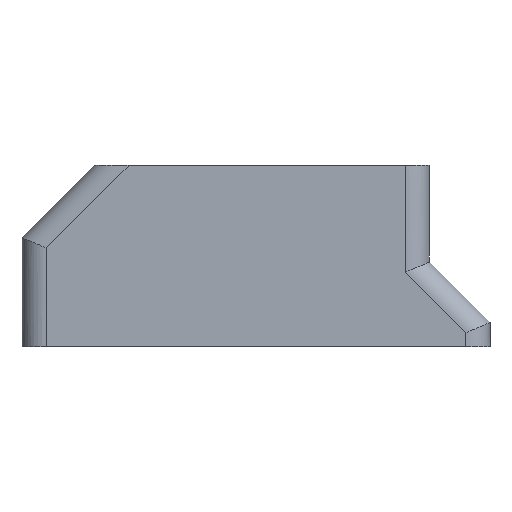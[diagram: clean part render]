
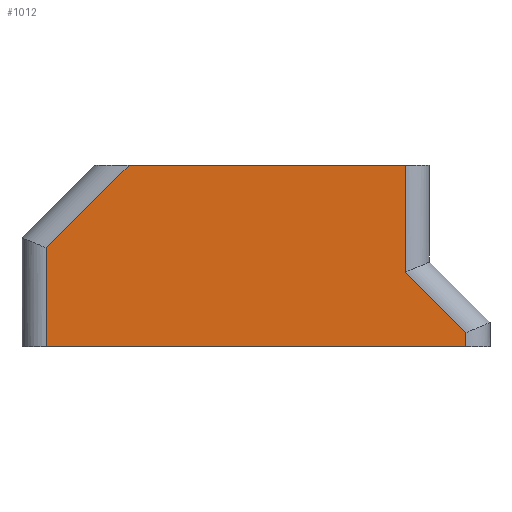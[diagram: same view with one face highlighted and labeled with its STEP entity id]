
A CAD part, left-side view. The second image highlights one B-rep face of the part: STEP entity #1012.
In plain terms, the highlighted planar face has unit normal (-1, 0, 0).
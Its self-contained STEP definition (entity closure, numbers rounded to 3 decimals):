
#6 = FACE_OUTER_BOUND ( 'NONE', #1229, .T. ) ;
#18 = VECTOR ( 'NONE', #876, 1000. ) ;
#27 = EDGE_CURVE ( 'NONE', #120, #639, #633, .T. ) ;
#83 = LINE ( 'NONE', #708, #172 ) ;
#120 = VERTEX_POINT ( 'NONE', #1503 ) ;
#126 = CARTESIAN_POINT ( 'NONE',  ( -22.597, 22.124, 17.672 ) ) ;
#130 = CARTESIAN_POINT ( 'NONE',  ( -22.597, 27.124, 31.5 ) ) ;
#159 = LINE ( 'NONE', #275, #1536 ) ;
#172 = VECTOR ( 'NONE', #700, 1000. ) ;
#244 = CARTESIAN_POINT ( 'NONE',  ( -22.597, 22.124, 31.5 ) ) ;
#275 = CARTESIAN_POINT ( 'NONE',  ( -22.597, 27.124, 31.5 ) ) ;
#279 = ORIENTED_EDGE ( 'NONE', *, *, #27, .T. ) ;
#282 = LINE ( 'NONE', #1523, #409 ) ;
#292 = VERTEX_POINT ( 'NONE', #1463 ) ;
#409 = VECTOR ( 'NONE', #920, 1000. ) ;
#422 = DIRECTION ( 'NONE',  ( 0., 1., 0. ) ) ;
#424 = VERTEX_POINT ( 'NONE', #469 ) ;
#469 = CARTESIAN_POINT ( 'NONE',  ( -22.597, 27.124, 22.672 ) ) ;
#495 = DIRECTION ( 'NONE',  ( 0., 0.707, 0.707 ) ) ;
#518 = CARTESIAN_POINT ( 'NONE',  ( -22.597, 0., 31.5 ) ) ;
#531 = DIRECTION ( 'NONE',  ( 1., 0., 0. ) ) ;
#534 = EDGE_CURVE ( 'NONE', #1358, #292, #83, .T. ) ;
#537 = VECTOR ( 'NONE', #495, 1000. ) ;
#556 = ORIENTED_EDGE ( 'NONE', *, *, #643, .F. ) ;
#633 = LINE ( 'NONE', #244, #18 ) ;
#639 = VERTEX_POINT ( 'NONE', #126 ) ;
#643 = EDGE_CURVE ( 'NONE', #968, #1396, #1246, .T. ) ;
#687 = ORIENTED_EDGE ( 'NONE', *, *, #787, .T. ) ;
#700 = DIRECTION ( 'NONE',  ( 0., 0., -1. ) ) ;
#708 = CARTESIAN_POINT ( 'NONE',  ( -22.597, 56.724, 16.5 ) ) ;
#711 = ORIENTED_EDGE ( 'NONE', *, *, #534, .T. ) ;
#752 = DIRECTION ( 'NONE',  ( 0., -1., 0. ) ) ;
#761 = EDGE_CURVE ( 'NONE', #292, #120, #282, .T. ) ;
#787 = EDGE_CURVE ( 'NONE', #424, #1396, #159, .T. ) ;
#799 = CARTESIAN_POINT ( 'NONE',  ( -22.597, 24.948, 56.448 ) ) ;
#876 = DIRECTION ( 'NONE',  ( 0., 0., 1. ) ) ;
#892 = CARTESIAN_POINT ( 'NONE',  ( -22.597, 56.724, 24.672 ) ) ;
#894 = LINE ( 'NONE', #799, #1394 ) ;
#906 = CARTESIAN_POINT ( 'NONE',  ( -22.597, 49.896, 31.5 ) ) ;
#920 = DIRECTION ( 'NONE',  ( 0., -1., 0. ) ) ;
#968 = VERTEX_POINT ( 'NONE', #906 ) ;
#973 = EDGE_CURVE ( 'NONE', #968, #1358, #894, .T. ) ;
#1012 = ADVANCED_FACE ( 'NONE', ( #6 ), #1018, .F. ) ;
#1018 = PLANE ( 'NONE',  #1264 ) ;
#1050 = DIRECTION ( 'NONE',  ( 0., 0., 1. ) ) ;
#1073 = ORIENTED_EDGE ( 'NONE', *, *, #1271, .T. ) ;
#1127 = LINE ( 'NONE', #1627, #537 ) ;
#1229 = EDGE_LOOP ( 'NONE', ( #1622, #279, #1073, #687, #556, #1609, #711 ) ) ;
#1246 = LINE ( 'NONE', #1275, #1309 ) ;
#1264 = AXIS2_PLACEMENT_3D ( 'NONE', #518, #531, #422 ) ;
#1271 = EDGE_CURVE ( 'NONE', #639, #424, #1127, .T. ) ;
#1275 = CARTESIAN_POINT ( 'NONE',  ( -22.597, 0., 31.5 ) ) ;
#1308 = DIRECTION ( 'NONE',  ( 0., 0.707, -0.707 ) ) ;
#1309 = VECTOR ( 'NONE', #752, 1000. ) ;
#1358 = VERTEX_POINT ( 'NONE', #892 ) ;
#1394 = VECTOR ( 'NONE', #1308, 1000. ) ;
#1396 = VERTEX_POINT ( 'NONE', #130 ) ;
#1463 = CARTESIAN_POINT ( 'NONE',  ( -22.597, 56.724, 16.5 ) ) ;
#1503 = CARTESIAN_POINT ( 'NONE',  ( -22.597, 22.124, 16.5 ) ) ;
#1523 = CARTESIAN_POINT ( 'NONE',  ( -22.597, 0., 16.5 ) ) ;
#1536 = VECTOR ( 'NONE', #1050, 1000. ) ;
#1609 = ORIENTED_EDGE ( 'NONE', *, *, #973, .T. ) ;
#1622 = ORIENTED_EDGE ( 'NONE', *, *, #761, .T. ) ;
#1627 = CARTESIAN_POINT ( 'NONE',  ( -22.597, 17.976, 13.524 ) ) ;
